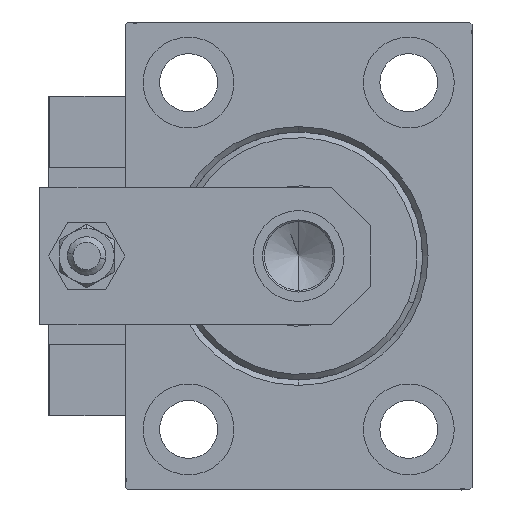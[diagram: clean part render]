
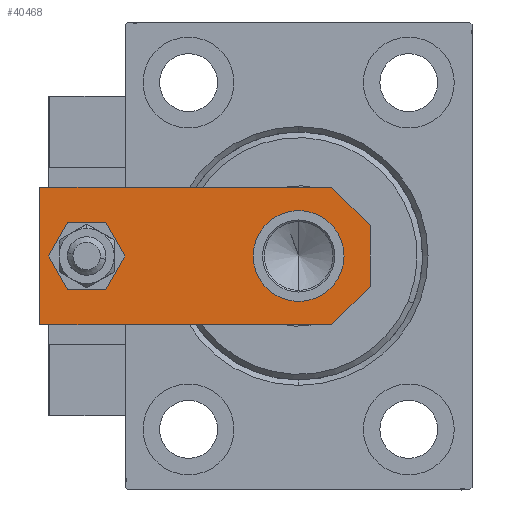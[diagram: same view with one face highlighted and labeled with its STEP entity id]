
A CAD part, left-side view. The second image highlights one B-rep face of the part: STEP entity #40468.
In plain terms, the highlighted face is planar.
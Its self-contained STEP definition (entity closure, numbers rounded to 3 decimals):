
#1925 = AXIS2_PLACEMENT_3D ( 'NONE', #42233, #3113, #45597 ) ;
#2227 = CARTESIAN_POINT ( 'NONE',  ( 12.5, 7., 6. ) ) ;
#2316 = CARTESIAN_POINT ( 'NONE',  ( -5.5, 0., 6. ) ) ;
#2485 = CARTESIAN_POINT ( 'NONE',  ( 8.25, 13., 6. ) ) ;
#2499 = EDGE_CURVE ( 'NONE', #23848, #35273, #43411, .T. ) ;
#2618 = EDGE_LOOP ( 'NONE', ( #13979, #44240 ) ) ;
#2647 = AXIS2_PLACEMENT_3D ( 'NONE', #15995, #3403, #8284 ) ;
#2666 = VERTEX_POINT ( 'NONE', #38193 ) ;
#3113 = DIRECTION ( 'NONE',  ( 0., 0., 1. ) ) ;
#3329 = VECTOR ( 'NONE', #25634, 1000. ) ;
#3403 = DIRECTION ( 'NONE',  ( 0., 0., 1. ) ) ;
#3414 = VERTEX_POINT ( 'NONE', #20476 ) ;
#4783 = CARTESIAN_POINT ( 'NONE',  ( 12.5, 0., 6. ) ) ;
#5192 = CIRCLE ( 'NONE', #1925, 8.25 ) ;
#6723 = FACE_BOUND ( 'NONE', #2618, .T. ) ;
#7054 = EDGE_CURVE ( 'NONE', #32840, #18099, #14128, .T. ) ;
#7836 = AXIS2_PLACEMENT_3D ( 'NONE', #43405, #13488, #48795 ) ;
#8284 = DIRECTION ( 'NONE',  ( 1., 0., 0. ) ) ;
#9647 = EDGE_CURVE ( 'NONE', #2666, #42401, #38315, .T. ) ;
#9849 = CIRCLE ( 'NONE', #38638, 4. ) ;
#10630 = DIRECTION ( 'NONE',  ( 0.707, 0.707, 0. ) ) ;
#11341 = FACE_BOUND ( 'NONE', #48636, .T. ) ;
#12344 = VECTOR ( 'NONE', #43151, 1000. ) ;
#13304 = VECTOR ( 'NONE', #10630, 1000. ) ;
#13488 = DIRECTION ( 'NONE',  ( 0., 0., 1. ) ) ;
#13869 = ORIENTED_EDGE ( 'NONE', *, *, #44146, .T. ) ;
#13979 = ORIENTED_EDGE ( 'NONE', *, *, #14925, .F. ) ;
#14128 = CIRCLE ( 'NONE', #2647, 8.25 ) ;
#14395 = VECTOR ( 'NONE', #47603, 1000. ) ;
#14487 = CARTESIAN_POINT ( 'NONE',  ( 2.75, -2.75, 6. ) ) ;
#14726 = ORIENTED_EDGE ( 'NONE', *, *, #36804, .T. ) ;
#14925 = EDGE_CURVE ( 'NONE', #3414, #37958, #34124, .T. ) ;
#15386 = CARTESIAN_POINT ( 'NONE',  ( -12.5, 0., 6. ) ) ;
#15392 = DIRECTION ( 'NONE',  ( 0., -1., 0. ) ) ;
#15995 = CARTESIAN_POINT ( 'NONE',  ( 0., 13., 6. ) ) ;
#16437 = CARTESIAN_POINT ( 'NONE',  ( -8.25, 13., 6. ) ) ;
#17705 = CARTESIAN_POINT ( 'NONE',  ( 12.5, 60., 6. ) ) ;
#18099 = VERTEX_POINT ( 'NONE', #2485 ) ;
#18160 = LINE ( 'NONE', #49346, #3329 ) ;
#18295 = PLANE ( 'NONE',  #29068 ) ;
#18452 = EDGE_LOOP ( 'NONE', ( #40036, #28176, #13869, #14726, #36369, #22313 ) ) ;
#19036 = CARTESIAN_POINT ( 'NONE',  ( 4., 51.5, 6. ) ) ;
#20476 = CARTESIAN_POINT ( 'NONE',  ( -4., 51.5, 6. ) ) ;
#20561 = ORIENTED_EDGE ( 'NONE', *, *, #7054, .F. ) ;
#20707 = VERTEX_POINT ( 'NONE', #31305 ) ;
#22154 = FACE_OUTER_BOUND ( 'NONE', #18452, .T. ) ;
#22313 = ORIENTED_EDGE ( 'NONE', *, *, #29288, .T. ) ;
#23848 = VERTEX_POINT ( 'NONE', #2227 ) ;
#25634 = DIRECTION ( 'NONE',  ( -1., 0., 0. ) ) ;
#26530 = CARTESIAN_POINT ( 'NONE',  ( 0., 0., 6. ) ) ;
#27037 = DIRECTION ( 'NONE',  ( 1., 0., 0. ) ) ;
#28176 = ORIENTED_EDGE ( 'NONE', *, *, #50076, .T. ) ;
#28382 = EDGE_CURVE ( 'NONE', #37958, #3414, #9849, .T. ) ;
#29068 = AXIS2_PLACEMENT_3D ( 'NONE', #26530, #33739, #27037 ) ;
#29288 = EDGE_CURVE ( 'NONE', #35273, #2666, #18160, .T. ) ;
#30550 = CARTESIAN_POINT ( 'NONE',  ( -2.75, -2.75, 6. ) ) ;
#30805 = DIRECTION ( 'NONE',  ( 0.707, -0.707, 0. ) ) ;
#31305 = CARTESIAN_POINT ( 'NONE',  ( 5.5, 0., 6. ) ) ;
#31899 = VERTEX_POINT ( 'NONE', #2316 ) ;
#32840 = VERTEX_POINT ( 'NONE', #16437 ) ;
#33652 = CARTESIAN_POINT ( 'NONE',  ( 0., 51.5, 6. ) ) ;
#33739 = DIRECTION ( 'NONE',  ( 0., 0., 1. ) ) ;
#34124 = CIRCLE ( 'NONE', #7836, 4. ) ;
#34966 = CARTESIAN_POINT ( 'NONE',  ( -12.5, 60., 6. ) ) ;
#35273 = VERTEX_POINT ( 'NONE', #17705 ) ;
#36369 = ORIENTED_EDGE ( 'NONE', *, *, #2499, .T. ) ;
#36804 = EDGE_CURVE ( 'NONE', #20707, #23848, #45919, .T. ) ;
#37958 = VERTEX_POINT ( 'NONE', #19036 ) ;
#38053 = VECTOR ( 'NONE', #15392, 1000. ) ;
#38193 = CARTESIAN_POINT ( 'NONE',  ( -12.5, 60., 6. ) ) ;
#38315 = LINE ( 'NONE', #34966, #38053 ) ;
#38638 = AXIS2_PLACEMENT_3D ( 'NONE', #33652, #45261, #45514 ) ;
#39615 = EDGE_CURVE ( 'NONE', #18099, #32840, #5192, .T. ) ;
#40036 = ORIENTED_EDGE ( 'NONE', *, *, #9647, .T. ) ;
#40468 = ADVANCED_FACE ( 'NONE', ( #6723, #22154, #11341 ), #18295, .T. ) ;
#41511 = CARTESIAN_POINT ( 'NONE',  ( -12.5, 7., 6. ) ) ;
#42233 = CARTESIAN_POINT ( 'NONE',  ( 0., 13., 6. ) ) ;
#42401 = VERTEX_POINT ( 'NONE', #41511 ) ;
#42903 = LINE ( 'NONE', #30550, #43271 ) ;
#43151 = DIRECTION ( 'NONE',  ( 0., 1., 0. ) ) ;
#43271 = VECTOR ( 'NONE', #30805, 1000. ) ;
#43405 = CARTESIAN_POINT ( 'NONE',  ( 0., 51.5, 6. ) ) ;
#43411 = LINE ( 'NONE', #4783, #12344 ) ;
#43715 = LINE ( 'NONE', #15386, #14395 ) ;
#44146 = EDGE_CURVE ( 'NONE', #31899, #20707, #43715, .T. ) ;
#44240 = ORIENTED_EDGE ( 'NONE', *, *, #28382, .F. ) ;
#45261 = DIRECTION ( 'NONE',  ( 0., 0., 1. ) ) ;
#45514 = DIRECTION ( 'NONE',  ( 1., 0., 0. ) ) ;
#45597 = DIRECTION ( 'NONE',  ( 1., 0., 0. ) ) ;
#45919 = LINE ( 'NONE', #14487, #13304 ) ;
#47603 = DIRECTION ( 'NONE',  ( 1., 0., 0. ) ) ;
#48636 = EDGE_LOOP ( 'NONE', ( #20561, #50748 ) ) ;
#48795 = DIRECTION ( 'NONE',  ( 1., 0., 0. ) ) ;
#49346 = CARTESIAN_POINT ( 'NONE',  ( 12.5, 60., 6. ) ) ;
#50076 = EDGE_CURVE ( 'NONE', #42401, #31899, #42903, .T. ) ;
#50748 = ORIENTED_EDGE ( 'NONE', *, *, #39615, .F. ) ;
